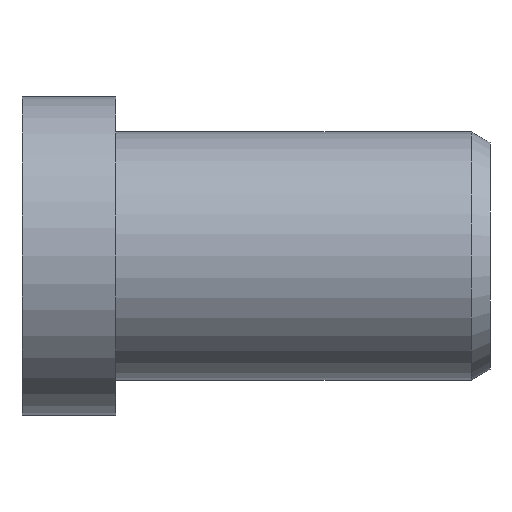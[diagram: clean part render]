
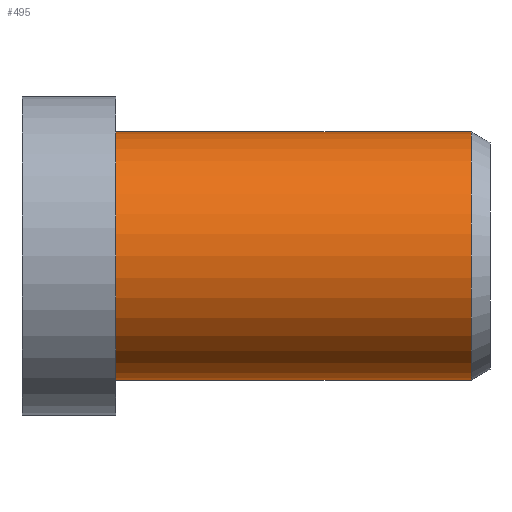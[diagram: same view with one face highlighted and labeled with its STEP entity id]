
A CAD part, front view. The second image highlights one B-rep face of the part: STEP entity #495.
In plain terms, the highlighted cylindrical face has radius 0.673 mm (diameter 1.346 mm), a partial arc.
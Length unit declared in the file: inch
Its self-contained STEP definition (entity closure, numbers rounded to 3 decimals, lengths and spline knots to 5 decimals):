
#2 = DIRECTION ( 'NONE',  ( -1., 0., 0. ) ) ;
#17 = DIRECTION ( 'NONE',  ( 0., 0., 1. ) ) ;
#18 = CARTESIAN_POINT ( 'NONE',  ( 0., 0., 0.0265 ) ) ;
#20 = VERTEX_POINT ( 'NONE', #475 ) ;
#37 = AXIS2_PLACEMENT_3D ( 'NONE', #163, #326, #213 ) ;
#56 = VECTOR ( 'NONE', #275, 39.37008 ) ;
#59 = DIRECTION ( 'NONE',  ( -1., 0., 0. ) ) ;
#132 = CARTESIAN_POINT ( 'NONE',  ( 0.096, 0., 0.0265 ) ) ;
#139 = EDGE_LOOP ( 'NONE', ( #371, #544, #281, #266 ) ) ;
#145 = LINE ( 'NONE', #18, #56 ) ;
#162 = VECTOR ( 'NONE', #59, 39.37008 ) ;
#163 = CARTESIAN_POINT ( 'NONE',  ( 0.096, 0., 0. ) ) ;
#213 = DIRECTION ( 'NONE',  ( 0., 0., 1. ) ) ;
#216 = EDGE_CURVE ( 'NONE', #322, #333, #257, .T. ) ;
#220 = CARTESIAN_POINT ( 'NONE',  ( 0.096, 0., -0.0265 ) ) ;
#226 = AXIS2_PLACEMENT_3D ( 'NONE', #304, #2, #394 ) ;
#235 = CYLINDRICAL_SURFACE ( 'NONE', #407, 0.0265 ) ;
#257 = CIRCLE ( 'NONE', #37, 0.0265 ) ;
#266 = ORIENTED_EDGE ( 'NONE', *, *, #346, .F. ) ;
#275 = DIRECTION ( 'NONE',  ( -1., 0., 0. ) ) ;
#281 = ORIENTED_EDGE ( 'NONE', *, *, #401, .T. ) ;
#304 = CARTESIAN_POINT ( 'NONE',  ( 0.02, 0., 0. ) ) ;
#321 = CARTESIAN_POINT ( 'NONE',  ( 0., 0., -0.0265 ) ) ;
#322 = VERTEX_POINT ( 'NONE', #220 ) ;
#326 = DIRECTION ( 'NONE',  ( -1., 0., 0. ) ) ;
#329 = VERTEX_POINT ( 'NONE', #383 ) ;
#333 = VERTEX_POINT ( 'NONE', #132 ) ;
#346 = EDGE_CURVE ( 'NONE', #329, #20, #468, .T. ) ;
#353 = CARTESIAN_POINT ( 'NONE',  ( 0., 0., 0. ) ) ;
#359 = DIRECTION ( 'NONE',  ( -1., 0., 0. ) ) ;
#371 = ORIENTED_EDGE ( 'NONE', *, *, #411, .F. ) ;
#383 = CARTESIAN_POINT ( 'NONE',  ( 0.02, 0., -0.0265 ) ) ;
#394 = DIRECTION ( 'NONE',  ( 0., 0., 1. ) ) ;
#401 = EDGE_CURVE ( 'NONE', #333, #20, #145, .T. ) ;
#407 = AXIS2_PLACEMENT_3D ( 'NONE', #353, #359, #17 ) ;
#411 = EDGE_CURVE ( 'NONE', #322, #329, #451, .T. ) ;
#451 = LINE ( 'NONE', #321, #162 ) ;
#468 = CIRCLE ( 'NONE', #226, 0.0265 ) ;
#475 = CARTESIAN_POINT ( 'NONE',  ( 0.02, 0., 0.0265 ) ) ;
#495 = ADVANCED_FACE ( 'NONE', ( #535 ), #235, .T. ) ;
#535 = FACE_OUTER_BOUND ( 'NONE', #139, .T. ) ;
#544 = ORIENTED_EDGE ( 'NONE', *, *, #216, .T. ) ;
